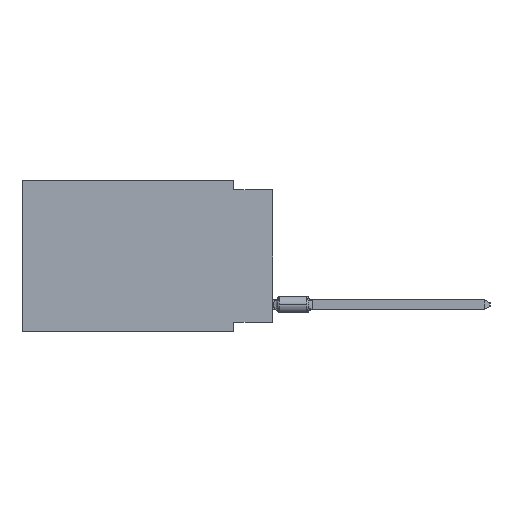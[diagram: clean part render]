
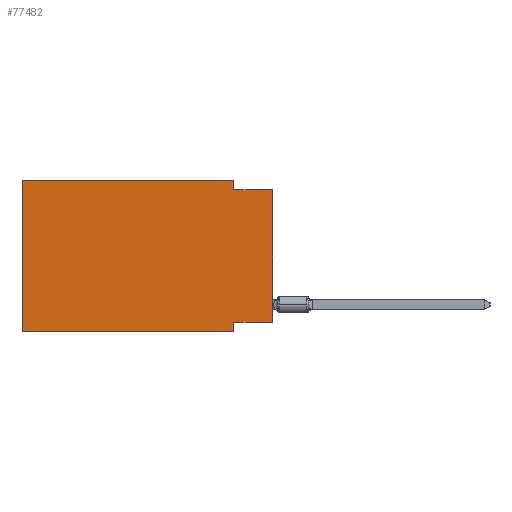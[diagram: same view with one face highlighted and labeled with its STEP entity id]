
A CAD part, left-side view. The second image highlights one B-rep face of the part: STEP entity #77482.
In plain terms, the highlighted planar face has unit normal (-1, 0, 0).
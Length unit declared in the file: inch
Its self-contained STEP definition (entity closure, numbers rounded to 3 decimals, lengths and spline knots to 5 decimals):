
#258 = CARTESIAN_POINT ( 'NONE',  ( 0., 0.645, 0. ) ) ;
#3272 = CARTESIAN_POINT ( 'NONE',  ( 0., 0., -0.025 ) ) ;
#3673 = DIRECTION ( 'NONE',  ( 1., 0., 0. ) ) ;
#4419 = VECTOR ( 'NONE', #8629, 39.37008 ) ;
#6048 = VECTOR ( 'NONE', #40542, 39.37008 ) ;
#6088 = ORIENTED_EDGE ( 'NONE', *, *, #53379, .F. ) ;
#8629 = DIRECTION ( 'NONE',  ( 0., 0., -1. ) ) ;
#10336 = VERTEX_POINT ( 'NONE', #78895 ) ;
#13204 = VERTEX_POINT ( 'NONE', #66448 ) ;
#15433 = VECTOR ( 'NONE', #58458, 39.37008 ) ;
#15722 = CARTESIAN_POINT ( 'NONE',  ( 0., 0.1, -0.025 ) ) ;
#16301 = ORIENTED_EDGE ( 'NONE', *, *, #82586, .T. ) ;
#16514 = AXIS2_PLACEMENT_3D ( 'NONE', #70787, #3673, #62878 ) ;
#16818 = FACE_OUTER_BOUND ( 'NONE', #28862, .T. ) ;
#19942 = CARTESIAN_POINT ( 'NONE',  ( 0., 0.645, 0. ) ) ;
#22884 = ORIENTED_EDGE ( 'NONE', *, *, #56756, .F. ) ;
#23960 = EDGE_CURVE ( 'NONE', #50294, #32111, #26398, .T. ) ;
#23974 = VECTOR ( 'NONE', #53745, 39.37008 ) ;
#25944 = VERTEX_POINT ( 'NONE', #15722 ) ;
#26398 = LINE ( 'NONE', #31690, #15433 ) ;
#26993 = LINE ( 'NONE', #74346, #23974 ) ;
#28289 = CARTESIAN_POINT ( 'NONE',  ( 0., 0.1, 0. ) ) ;
#28378 = CARTESIAN_POINT ( 'NONE',  ( 0., 0.1, -0.39 ) ) ;
#28472 = ORIENTED_EDGE ( 'NONE', *, *, #40116, .F. ) ;
#28862 = EDGE_LOOP ( 'NONE', ( #16301, #6088, #28472, #22884, #57767, #58834, #50338, #67133 ) ) ;
#30029 = DIRECTION ( 'NONE',  ( 0., -1., 0. ) ) ;
#31690 = CARTESIAN_POINT ( 'NONE',  ( 0., 0.645, -0.39 ) ) ;
#32111 = VERTEX_POINT ( 'NONE', #63056 ) ;
#32757 = LINE ( 'NONE', #258, #44501 ) ;
#36580 = PLANE ( 'NONE',  #16514 ) ;
#37585 = VERTEX_POINT ( 'NONE', #42812 ) ;
#39980 = VECTOR ( 'NONE', #50215, 39.37008 ) ;
#40116 = EDGE_CURVE ( 'NONE', #83874, #25944, #78617, .T. ) ;
#40317 = CARTESIAN_POINT ( 'NONE',  ( 0., 0.645, -0.39 ) ) ;
#40542 = DIRECTION ( 'NONE',  ( 0., 0., 1. ) ) ;
#42381 = EDGE_CURVE ( 'NONE', #37585, #13204, #55522, .T. ) ;
#42812 = CARTESIAN_POINT ( 'NONE',  ( 0., 0., -0.365 ) ) ;
#44501 = VECTOR ( 'NONE', #80962, 39.37008 ) ;
#50215 = DIRECTION ( 'NONE',  ( 0., 0., -1. ) ) ;
#50294 = VERTEX_POINT ( 'NONE', #40317 ) ;
#50338 = ORIENTED_EDGE ( 'NONE', *, *, #62670, .F. ) ;
#53379 = EDGE_CURVE ( 'NONE', #25944, #10336, #71265, .T. ) ;
#53745 = DIRECTION ( 'NONE',  ( 0., 0., 1. ) ) ;
#55522 = LINE ( 'NONE', #81865, #74446 ) ;
#55985 = LINE ( 'NONE', #28378, #4419 ) ;
#56375 = CARTESIAN_POINT ( 'NONE',  ( 0., 0.1, 0. ) ) ;
#56411 = DIRECTION ( 'NONE',  ( 0., 1., 0. ) ) ;
#56756 = EDGE_CURVE ( 'NONE', #60923, #83874, #32757, .T. ) ;
#57767 = ORIENTED_EDGE ( 'NONE', *, *, #66434, .F. ) ;
#58458 = DIRECTION ( 'NONE',  ( 0., -1., 0. ) ) ;
#58834 = ORIENTED_EDGE ( 'NONE', *, *, #23960, .T. ) ;
#60229 = CARTESIAN_POINT ( 'NONE',  ( 0., 0.645, 0. ) ) ;
#60923 = VERTEX_POINT ( 'NONE', #60229 ) ;
#62670 = EDGE_CURVE ( 'NONE', #13204, #32111, #55985, .T. ) ;
#62878 = DIRECTION ( 'NONE',  ( 0., 0., -1. ) ) ;
#63056 = CARTESIAN_POINT ( 'NONE',  ( 0., 0.1, -0.39 ) ) ;
#66434 = EDGE_CURVE ( 'NONE', #50294, #60923, #73031, .T. ) ;
#66448 = CARTESIAN_POINT ( 'NONE',  ( 0., 0.1, -0.365 ) ) ;
#67133 = ORIENTED_EDGE ( 'NONE', *, *, #42381, .F. ) ;
#70787 = CARTESIAN_POINT ( 'NONE',  ( 0., 0.645, 0. ) ) ;
#71265 = LINE ( 'NONE', #3272, #85316 ) ;
#73031 = LINE ( 'NONE', #19942, #6048 ) ;
#74346 = CARTESIAN_POINT ( 'NONE',  ( 0., 0., 0. ) ) ;
#74446 = VECTOR ( 'NONE', #56411, 39.37008 ) ;
#77482 = ADVANCED_FACE ( 'NONE', ( #16818 ), #36580, .F. ) ;
#78617 = LINE ( 'NONE', #56375, #39980 ) ;
#78895 = CARTESIAN_POINT ( 'NONE',  ( 0., 0., -0.025 ) ) ;
#80962 = DIRECTION ( 'NONE',  ( 0., -1., 0. ) ) ;
#81865 = CARTESIAN_POINT ( 'NONE',  ( 0., 0., -0.365 ) ) ;
#82586 = EDGE_CURVE ( 'NONE', #37585, #10336, #26993, .T. ) ;
#83874 = VERTEX_POINT ( 'NONE', #28289 ) ;
#85316 = VECTOR ( 'NONE', #30029, 39.37008 ) ;
